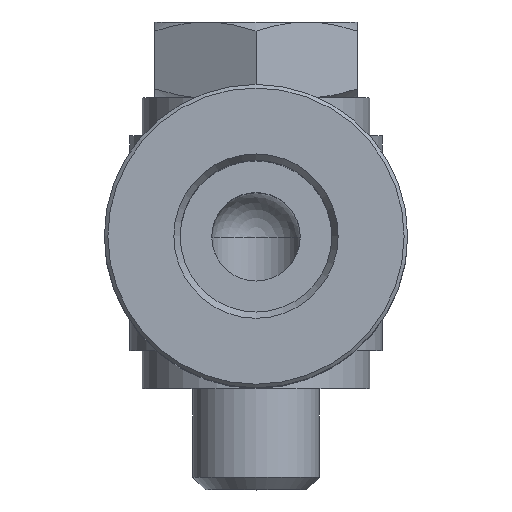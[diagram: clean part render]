
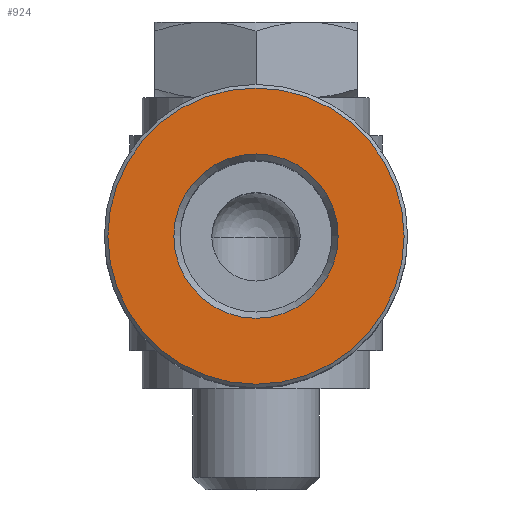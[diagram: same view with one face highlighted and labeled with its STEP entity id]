
A CAD part, top view. The second image highlights one B-rep face of the part: STEP entity #924.
In plain terms, the highlighted planar face has unit normal (0, 0, 1).
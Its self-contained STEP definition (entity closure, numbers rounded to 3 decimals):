
#35=PLANE('',#996);
#146=ORIENTED_EDGE('',*,*,#288,.F.);
#147=ORIENTED_EDGE('',*,*,#287,.T.);
#287=EDGE_CURVE('',#355,#355,#398,.T.);
#288=EDGE_CURVE('',#356,#356,#399,.T.);
#355=VERTEX_POINT('',#1382);
#356=VERTEX_POINT('',#1385);
#398=CIRCLE('',#995,5.859);
#399=CIRCLE('',#997,3.25);
#447=EDGE_LOOP('',(#146));
#448=EDGE_LOOP('',(#147));
#519=FACE_BOUND('',#447,.T.);
#520=FACE_BOUND('',#448,.T.);
#924=ADVANCED_FACE('',(#519,#520),#35,.F.);
#995=AXIS2_PLACEMENT_3D('',#1381,#1121,#1122);
#996=AXIS2_PLACEMENT_3D('',#1383,#1123,#1124);
#997=AXIS2_PLACEMENT_3D('',#1384,#1125,#1126);
#1121=DIRECTION('',(0.,0.,1.));
#1122=DIRECTION('',(0.,-1.,0.));
#1123=DIRECTION('',(0.,0.,-1.));
#1124=DIRECTION('',(0.,1.,0.));
#1125=DIRECTION('',(0.,0.,1.));
#1126=DIRECTION('',(0.,-1.,0.));
#1381=CARTESIAN_POINT('',(0.,0.,21.5));
#1382=CARTESIAN_POINT('',(0.,-5.859,21.5));
#1383=CARTESIAN_POINT('',(0.,-5.859,21.5));
#1384=CARTESIAN_POINT('',(0.,0.,21.5));
#1385=CARTESIAN_POINT('',(0.,-3.25,21.5));
